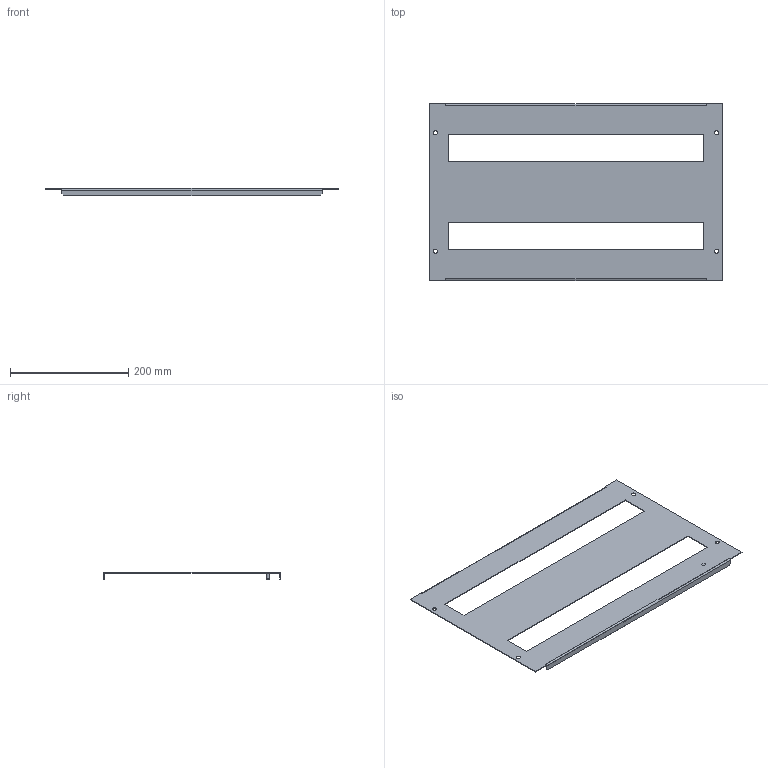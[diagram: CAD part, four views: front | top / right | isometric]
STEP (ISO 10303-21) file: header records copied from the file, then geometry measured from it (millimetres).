
FILE_DESCRIPTION(/* description */ (''),/* implementation_level */ '2;1');
FILE_NAME(/* name */ 'TMF3060.stp',/* time_stamp */ '2017-02-06T10:14:51+01:00',/* author */ (''),/* organization */ (''),/* preprocessor_version */ 'ST-DEVELOPER v15',/* originating_system */ 'SIEMENS PLM Software NX 9.0',/* authorisation */ '');
FILE_SCHEMA (('CONFIG_CONTROL_DESIGN'));
Length unit declared in the file: millimetre
Products named in the file (3): 91355_PERNO_M6x10; Tapa300; TMF3080_stp
Assembly tree (2 placements, depth 2):
  TMF3080_stp
    Tapa300
    91355_PERNO_M6x10
Bounding box: 495 x 299.5 x 12 mm (x, y, z)
Volume: 140695.7 mm3; surface area: 238627.9 mm2
Topology: 2 solids, 2 shells, 48 faces, 124 edges, 81 vertices
Faces by surface type: plane 37, cylinder 10, cone 1
Full cylindrical faces by diameter (mm): 6 x1, 6.5 x1, 7 x4
Entity records: 1767 total; most frequent: CARTESIAN_POINT 272, ORIENTED_EDGE 248, DIRECTION 235, EDGE_CURVE 124, LINE 91, VECTOR 91, VERTEX_POINT 81, AXIS2_PLACEMENT_3D 72
